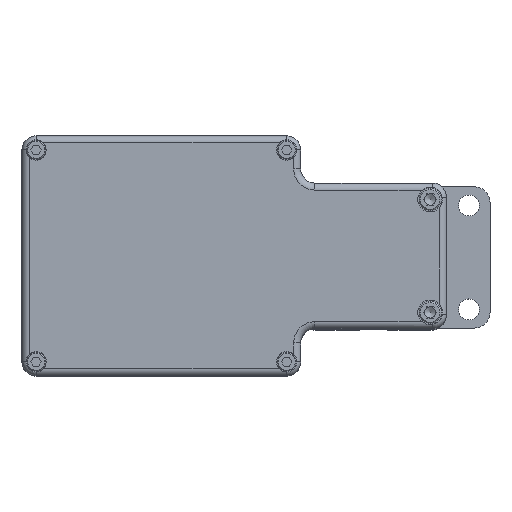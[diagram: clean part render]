
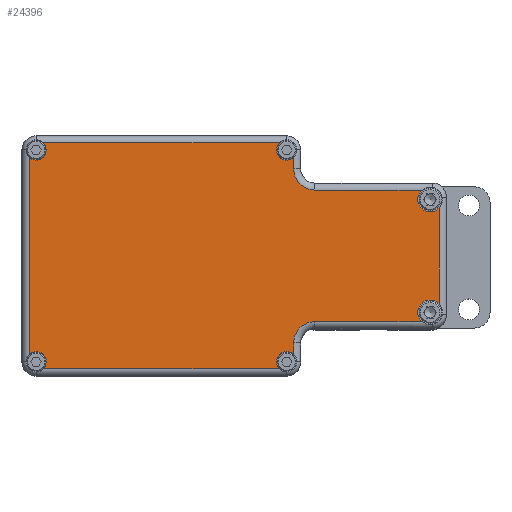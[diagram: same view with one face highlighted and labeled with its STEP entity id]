
A CAD part, top view. The second image highlights one B-rep face of the part: STEP entity #24396.
In plain terms, the highlighted planar face has unit normal (0, 0, 1).
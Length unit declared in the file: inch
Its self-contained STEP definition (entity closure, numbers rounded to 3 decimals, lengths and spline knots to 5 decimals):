
#8 = ORIENTED_EDGE ( 'NONE', *, *, #12958, .F. ) ;
#30 = VERTEX_POINT ( 'NONE', #13730 ) ;
#370 = CARTESIAN_POINT ( 'NONE',  ( 1., -1., 3.187 ) ) ;
#520 = DIRECTION ( 'NONE',  ( 0., 1., 0. ) ) ;
#753 = DIRECTION ( 'NONE',  ( 0., -1., 0. ) ) ;
#783 = EDGE_CURVE ( 'NONE', #20227, #26266, #16385, .T. ) ;
#885 = CARTESIAN_POINT ( 'NONE',  ( 1.165, -0.85676, 3.187 ) ) ;
#1139 = LINE ( 'NONE', #5287, #21474 ) ;
#1302 = VERTEX_POINT ( 'NONE', #885 ) ;
#1386 = CIRCLE ( 'NONE', #4575, 0.375 ) ;
#1991 = EDGE_CURVE ( 'NONE', #10509, #20327, #3478, .T. ) ;
#2431 = CARTESIAN_POINT ( 'NONE',  ( -1.415, 1.74548, 3.187 ) ) ;
#2943 = CARTESIAN_POINT ( 'NONE',  ( -1.04, -1.54, 3.187 ) ) ;
#2977 = DIRECTION ( 'NONE',  ( 0., -1., 0. ) ) ;
#3099 = VECTOR ( 'NONE', #2977, 39.37008 ) ;
#3179 = DIRECTION ( 'NONE',  ( 0., 0., -1. ) ) ;
#3313 = ORIENTED_EDGE ( 'NONE', *, *, #27534, .T. ) ;
#3478 = CIRCLE ( 'NONE', #10771, 0.375 ) ;
#3684 = ORIENTED_EDGE ( 'NONE', *, *, #18480, .T. ) ;
#3702 = CIRCLE ( 'NONE', #24770, 0.2185 ) ;
#3909 = EDGE_CURVE ( 'NONE', #27025, #20227, #1386, .T. ) ;
#3930 = DIRECTION ( 'NONE',  ( 0., 0., 1. ) ) ;
#4311 = ORIENTED_EDGE ( 'NONE', *, *, #13534, .F. ) ;
#4472 = CIRCLE ( 'NONE', #20497, 0.18 ) ;
#4575 = AXIS2_PLACEMENT_3D ( 'NONE', #2943, #11662, #12983 ) ;
#4964 = CARTESIAN_POINT ( 'NONE',  ( -1.04, 1.54, 3.187 ) ) ;
#5007 = CARTESIAN_POINT ( 'NONE',  ( -6.1, -1.74548, 3.187 ) ) ;
#5037 = ORIENTED_EDGE ( 'NONE', *, *, #783, .T. ) ;
#5156 = VERTEX_POINT ( 'NONE', #17424 ) ;
#5196 = FACE_OUTER_BOUND ( 'NONE', #24811, .T. ) ;
#5287 = CARTESIAN_POINT ( 'NONE',  ( -1.415, -1.29, 3.187 ) ) ;
#5335 = CARTESIAN_POINT ( 'NONE',  ( 1.29, -1.29, 3.187 ) ) ;
#5381 = CIRCLE ( 'NONE', #20011, 0.2185 ) ;
#5746 = VERTEX_POINT ( 'NONE', #23772 ) ;
#5858 = CARTESIAN_POINT ( 'NONE',  ( -1.415, -1.54, 3.187 ) ) ;
#5923 = VERTEX_POINT ( 'NONE', #5007 ) ;
#6005 = EDGE_CURVE ( 'NONE', #8607, #27025, #1139, .T. ) ;
#6414 = DIRECTION ( 'NONE',  ( 1., 0., 0. ) ) ;
#6529 = ORIENTED_EDGE ( 'NONE', *, *, #3909, .T. ) ;
#6788 = ORIENTED_EDGE ( 'NONE', *, *, #8646, .F. ) ;
#7154 = VERTEX_POINT ( 'NONE', #19804 ) ;
#7255 = DIRECTION ( 'NONE',  ( 0., -1., 0. ) ) ;
#7368 = CARTESIAN_POINT ( 'NONE',  ( -1.66952, -2., 3.187 ) ) ;
#7439 = DIRECTION ( 'NONE',  ( 0., 1., 0. ) ) ;
#7658 = VECTOR ( 'NONE', #17855, 39.37008 ) ;
#8122 = VECTOR ( 'NONE', #14095, 39.37008 ) ;
#8217 = DIRECTION ( 'NONE',  ( -1., 0., 0. ) ) ;
#8607 = VERTEX_POINT ( 'NONE', #21306 ) ;
#8646 = EDGE_CURVE ( 'NONE', #8607, #20194, #23295, .T. ) ;
#8674 = VERTEX_POINT ( 'NONE', #16864 ) ;
#9026 = VECTOR ( 'NONE', #25164, 39.37008 ) ;
#9665 = CARTESIAN_POINT ( 'NONE',  ( -1.04, 1.165, 3.187 ) ) ;
#9900 = PLANE ( 'NONE',  #12392 ) ;
#10077 = CARTESIAN_POINT ( 'NONE',  ( -5.975, -1.875, 3.187 ) ) ;
#10107 = DIRECTION ( 'NONE',  ( 0., 0., 1. ) ) ;
#10240 = CARTESIAN_POINT ( 'NONE',  ( 1.165, -1.29, 3.187 ) ) ;
#10463 = AXIS2_PLACEMENT_3D ( 'NONE', #14700, #21590, #25740 ) ;
#10509 = VERTEX_POINT ( 'NONE', #9665 ) ;
#10571 = VECTOR ( 'NONE', #6414, 39.37008 ) ;
#10619 = ORIENTED_EDGE ( 'NONE', *, *, #15131, .F. ) ;
#10771 = AXIS2_PLACEMENT_3D ( 'NONE', #4964, #22291, #7255 ) ;
#10794 = LINE ( 'NONE', #12516, #20137 ) ;
#11525 = CARTESIAN_POINT ( 'NONE',  ( -1.415, -1.29, 3.187 ) ) ;
#11662 = DIRECTION ( 'NONE',  ( 0., 0., -1. ) ) ;
#11752 = VECTOR ( 'NONE', #27131, 39.37008 ) ;
#11801 = LINE ( 'NONE', #21232, #8122 ) ;
#12085 = EDGE_CURVE ( 'NONE', #1302, #26266, #5381, .T. ) ;
#12117 = EDGE_CURVE ( 'NONE', #20327, #19662, #24434, .T. ) ;
#12392 = AXIS2_PLACEMENT_3D ( 'NONE', #5335, #3179, #753 ) ;
#12516 = CARTESIAN_POINT ( 'NONE',  ( 1.29, 1.165, 3.187 ) ) ;
#12909 = CARTESIAN_POINT ( 'NONE',  ( -1.415, 1.54, 3.187 ) ) ;
#12958 = EDGE_CURVE ( 'NONE', #26202, #30, #13646, .T. ) ;
#12983 = DIRECTION ( 'NONE',  ( 0., -1., 0. ) ) ;
#13417 = LINE ( 'NONE', #26036, #10571 ) ;
#13419 = EDGE_CURVE ( 'NONE', #1302, #5156, #22888, .T. ) ;
#13534 = EDGE_CURVE ( 'NONE', #7154, #19662, #4472, .T. ) ;
#13646 = CIRCLE ( 'NONE', #15469, 0.18 ) ;
#13730 = CARTESIAN_POINT ( 'NONE',  ( -5.84548, 2., 3.187 ) ) ;
#13799 = ORIENTED_EDGE ( 'NONE', *, *, #13419, .T. ) ;
#14095 = DIRECTION ( 'NONE',  ( -1., 0., 0. ) ) ;
#14368 = CARTESIAN_POINT ( 'NONE',  ( -1.04, -1.165, 3.187 ) ) ;
#14559 = ORIENTED_EDGE ( 'NONE', *, *, #1991, .T. ) ;
#14700 = CARTESIAN_POINT ( 'NONE',  ( -1.54, -1.875, 3.187 ) ) ;
#14795 = DIRECTION ( 'NONE',  ( 0., 0., 1. ) ) ;
#15131 = EDGE_CURVE ( 'NONE', #5746, #5156, #3702, .T. ) ;
#15469 = AXIS2_PLACEMENT_3D ( 'NONE', #19111, #3930, #21410 ) ;
#16203 = ORIENTED_EDGE ( 'NONE', *, *, #6005, .T. ) ;
#16385 = LINE ( 'NONE', #24972, #11752 ) ;
#16448 = CARTESIAN_POINT ( 'NONE',  ( -6.1, -1.29, 3.187 ) ) ;
#16820 = CARTESIAN_POINT ( 'NONE',  ( 1., 1., 3.187 ) ) ;
#16864 = CARTESIAN_POINT ( 'NONE',  ( -5.84548, -2., 3.187 ) ) ;
#17424 = CARTESIAN_POINT ( 'NONE',  ( 1.165, 0.85676, 3.187 ) ) ;
#17855 = DIRECTION ( 'NONE',  ( 0., 1., 0. ) ) ;
#18140 = DIRECTION ( 'NONE',  ( 0., 0., 1. ) ) ;
#18315 = LINE ( 'NONE', #16448, #3099 ) ;
#18480 = EDGE_CURVE ( 'NONE', #8674, #20194, #13417, .T. ) ;
#18503 = CIRCLE ( 'NONE', #25331, 0.18 ) ;
#19111 = CARTESIAN_POINT ( 'NONE',  ( -5.975, 1.875, 3.187 ) ) ;
#19139 = DIRECTION ( 'NONE',  ( 0., 1., 0. ) ) ;
#19308 = EDGE_CURVE ( 'NONE', #8674, #5923, #18503, .T. ) ;
#19507 = CARTESIAN_POINT ( 'NONE',  ( 0.85676, -1.165, 3.187 ) ) ;
#19647 = CARTESIAN_POINT ( 'NONE',  ( -6.1, 1.74548, 3.187 ) ) ;
#19662 = VERTEX_POINT ( 'NONE', #2431 ) ;
#19804 = CARTESIAN_POINT ( 'NONE',  ( -1.66952, 2., 3.187 ) ) ;
#20011 = AXIS2_PLACEMENT_3D ( 'NONE', #370, #18140, #520 ) ;
#20137 = VECTOR ( 'NONE', #8217, 39.37008 ) ;
#20194 = VERTEX_POINT ( 'NONE', #7368 ) ;
#20227 = VERTEX_POINT ( 'NONE', #14368 ) ;
#20327 = VERTEX_POINT ( 'NONE', #12909 ) ;
#20497 = AXIS2_PLACEMENT_3D ( 'NONE', #21291, #10107, #19139 ) ;
#21232 = CARTESIAN_POINT ( 'NONE',  ( 1.29, 2., 3.187 ) ) ;
#21291 = CARTESIAN_POINT ( 'NONE',  ( -1.54, 1.875, 3.187 ) ) ;
#21306 = CARTESIAN_POINT ( 'NONE',  ( -1.415, -1.74548, 3.187 ) ) ;
#21410 = DIRECTION ( 'NONE',  ( 0., 1., 0. ) ) ;
#21474 = VECTOR ( 'NONE', #7439, 39.37008 ) ;
#21590 = DIRECTION ( 'NONE',  ( 0., 0., 1. ) ) ;
#22291 = DIRECTION ( 'NONE',  ( 0., 0., -1. ) ) ;
#22888 = LINE ( 'NONE', #10240, #9026 ) ;
#23280 = ORIENTED_EDGE ( 'NONE', *, *, #27889, .T. ) ;
#23295 = CIRCLE ( 'NONE', #10463, 0.18 ) ;
#23772 = CARTESIAN_POINT ( 'NONE',  ( 0.85676, 1.165, 3.187 ) ) ;
#24113 = ORIENTED_EDGE ( 'NONE', *, *, #12085, .F. ) ;
#24396 = ADVANCED_FACE ( 'NONE', ( #5196 ), #9900, .F. ) ;
#24434 = LINE ( 'NONE', #11525, #7658 ) ;
#24770 = AXIS2_PLACEMENT_3D ( 'NONE', #16820, #25410, #27695 ) ;
#24811 = EDGE_LOOP ( 'NONE', ( #5037, #24113, #13799, #10619, #27235, #14559, #26396, #4311, #23280, #8, #3313, #27734, #3684, #6788, #16203, #6529 ) ) ;
#24972 = CARTESIAN_POINT ( 'NONE',  ( 1.29, -1.165, 3.187 ) ) ;
#25164 = DIRECTION ( 'NONE',  ( 0., 1., 0. ) ) ;
#25331 = AXIS2_PLACEMENT_3D ( 'NONE', #10077, #14795, #27981 ) ;
#25410 = DIRECTION ( 'NONE',  ( 0., 0., 1. ) ) ;
#25617 = EDGE_CURVE ( 'NONE', #5746, #10509, #10794, .T. ) ;
#25740 = DIRECTION ( 'NONE',  ( 0., 1., 0. ) ) ;
#26036 = CARTESIAN_POINT ( 'NONE',  ( 1.29, -2., 3.187 ) ) ;
#26202 = VERTEX_POINT ( 'NONE', #19647 ) ;
#26266 = VERTEX_POINT ( 'NONE', #19507 ) ;
#26396 = ORIENTED_EDGE ( 'NONE', *, *, #12117, .T. ) ;
#27025 = VERTEX_POINT ( 'NONE', #5858 ) ;
#27131 = DIRECTION ( 'NONE',  ( 1., 0., 0. ) ) ;
#27235 = ORIENTED_EDGE ( 'NONE', *, *, #25617, .T. ) ;
#27534 = EDGE_CURVE ( 'NONE', #26202, #5923, #18315, .T. ) ;
#27695 = DIRECTION ( 'NONE',  ( 0., 1., 0. ) ) ;
#27734 = ORIENTED_EDGE ( 'NONE', *, *, #19308, .F. ) ;
#27889 = EDGE_CURVE ( 'NONE', #7154, #30, #11801, .T. ) ;
#27981 = DIRECTION ( 'NONE',  ( 0., 1., 0. ) ) ;
